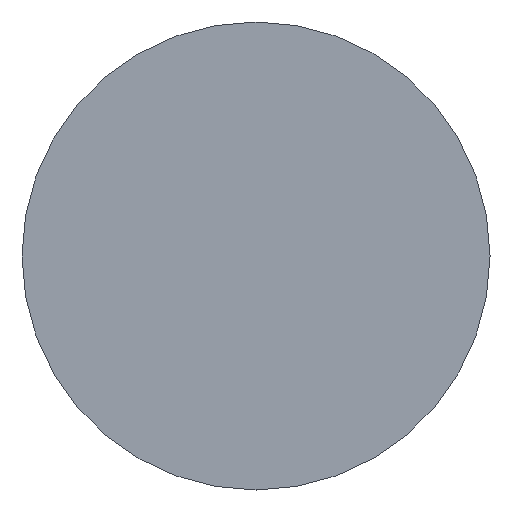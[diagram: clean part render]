
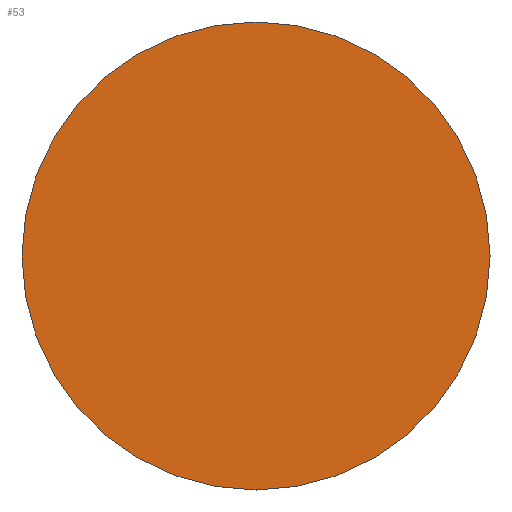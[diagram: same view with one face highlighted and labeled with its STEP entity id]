
A CAD part, front view. The second image highlights one B-rep face of the part: STEP entity #53.
In plain terms, the highlighted planar face has unit normal (0, -1, 0).
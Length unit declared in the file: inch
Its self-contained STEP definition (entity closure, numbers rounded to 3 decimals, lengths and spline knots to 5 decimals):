
#20 = DIRECTION ( 'NONE',  ( 0., -1., 0. ) ) ;
#25 = EDGE_CURVE ( 'NONE', #175, #68, #67, .T. ) ;
#29 = EDGE_CURVE ( 'NONE', #68, #175, #98, .T. ) ;
#37 = ORIENTED_EDGE ( 'NONE', *, *, #25, .T. ) ;
#53 = ADVANCED_FACE ( 'NONE', ( #70 ), #76, .T. ) ;
#67 = CIRCLE ( 'NONE', #97, 0.1875 ) ;
#68 = VERTEX_POINT ( 'NONE', #198 ) ;
#70 = FACE_OUTER_BOUND ( 'NONE', #294, .T. ) ;
#74 = ORIENTED_EDGE ( 'NONE', *, *, #29, .T. ) ;
#76 = PLANE ( 'NONE',  #147 ) ;
#77 = DIRECTION ( 'NONE',  ( 0., -1., 0. ) ) ;
#97 = AXIS2_PLACEMENT_3D ( 'NONE', #214, #160, #304 ) ;
#98 = CIRCLE ( 'NONE', #189, 0.1875 ) ;
#147 = AXIS2_PLACEMENT_3D ( 'NONE', #263, #77, #165 ) ;
#160 = DIRECTION ( 'NONE',  ( 0., -1., 0. ) ) ;
#163 = CARTESIAN_POINT ( 'NONE',  ( 0., 0., 0. ) ) ;
#165 = DIRECTION ( 'NONE',  ( 0., 0., -1. ) ) ;
#168 = CARTESIAN_POINT ( 'NONE',  ( 0., 0., 0.1875 ) ) ;
#175 = VERTEX_POINT ( 'NONE', #168 ) ;
#189 = AXIS2_PLACEMENT_3D ( 'NONE', #163, #20, #302 ) ;
#198 = CARTESIAN_POINT ( 'NONE',  ( 0., 0., -0.1875 ) ) ;
#214 = CARTESIAN_POINT ( 'NONE',  ( 0., 0., 0. ) ) ;
#263 = CARTESIAN_POINT ( 'NONE',  ( 0., 0., 0. ) ) ;
#294 = EDGE_LOOP ( 'NONE', ( #74, #37 ) ) ;
#302 = DIRECTION ( 'NONE',  ( 0., 0., -1. ) ) ;
#304 = DIRECTION ( 'NONE',  ( 0., 0., -1. ) ) ;
